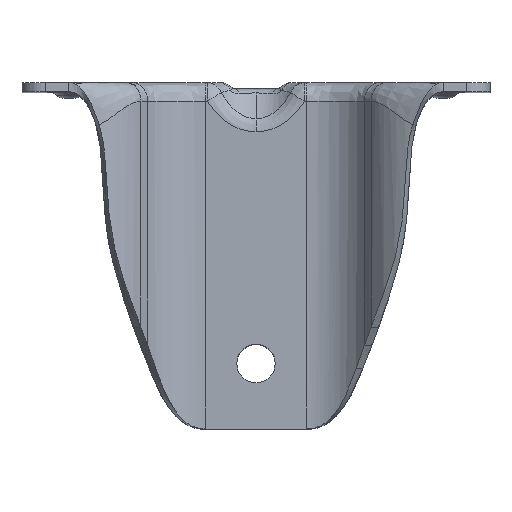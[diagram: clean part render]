
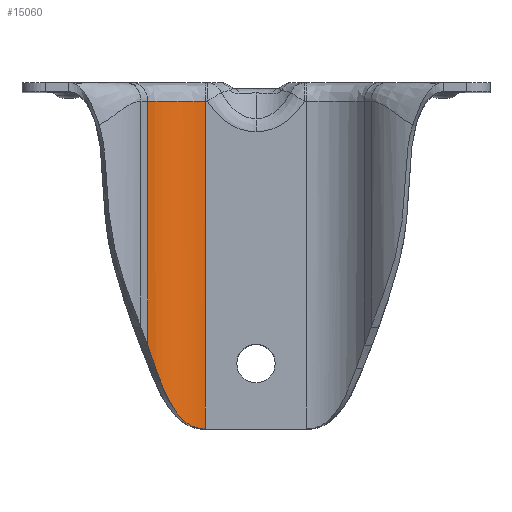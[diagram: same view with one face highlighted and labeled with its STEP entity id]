
A CAD part, top view. The second image highlights one B-rep face of the part: STEP entity #15060.
In plain terms, the highlighted cylindrical face has radius 15 mm (diameter 30 mm), a partial arc.
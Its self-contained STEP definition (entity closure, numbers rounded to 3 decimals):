
#653 = DIRECTION ( 'NONE',  ( 1., 0., 0. ) ) ;
#744 = CYLINDRICAL_SURFACE ( 'NONE', #12887, 15. ) ;
#911 = ORIENTED_EDGE ( 'NONE', *, *, #18891, .F. ) ;
#1970 = DIRECTION ( 'NONE',  ( 0., 1., 0. ) ) ;
#1997 = CARTESIAN_POINT ( 'NONE',  ( -19.305, -66.536, 25.594 ) ) ;
#2396 = FACE_OUTER_BOUND ( 'NONE', #15027, .T. ) ;
#2521 = CARTESIAN_POINT ( 'NONE',  ( -10.843, -4., 23. ) ) ;
#2531 = VERTEX_POINT ( 'NONE', #11110 ) ;
#2729 = CARTESIAN_POINT ( 'NONE',  ( -23.131, -4., 29.396 ) ) ;
#3457 = CARTESIAN_POINT ( 'NONE',  ( -12.179, -73.87, 23.058 ) ) ;
#3561 = VERTEX_POINT ( 'NONE', #4272 ) ;
#4261 = VECTOR ( 'NONE', #1970, 1000. ) ;
#4272 = CARTESIAN_POINT ( 'NONE',  ( -23.131, -56.084, 29.396 ) ) ;
#4518 = CARTESIAN_POINT ( 'NONE',  ( -22.542, -57.701, 28.601 ) ) ;
#4618 = CARTESIAN_POINT ( 'NONE',  ( -21.964, -59.374, 27.923 ) ) ;
#4653 = CARTESIAN_POINT ( 'NONE',  ( -18.681, -67.856, 25.181 ) ) ;
#4744 = CARTESIAN_POINT ( 'NONE',  ( -20.43, -63.84, 26.441 ) ) ;
#4800 = DIRECTION ( 'NONE',  ( 0.017, 0., -1. ) ) ;
#4849 = CARTESIAN_POINT ( 'NONE',  ( -12.736, -73.729, 23.119 ) ) ;
#4926 = CARTESIAN_POINT ( 'NONE',  ( -21.678, -60.225, 27.619 ) ) ;
#5002 = VERTEX_POINT ( 'NONE', #2521 ) ;
#5596 = EDGE_CURVE ( 'NONE', #15685, #5002, #11857, .T. ) ;
#6247 = AXIS2_PLACEMENT_3D ( 'NONE', #13541, #18007, #4800 ) ;
#6939 = CARTESIAN_POINT ( 'NONE',  ( -10.844, 0., 38. ) ) ;
#7374 = ORIENTED_EDGE ( 'NONE', *, *, #10230, .F. ) ;
#7590 = CARTESIAN_POINT ( 'NONE',  ( -23.131, -56.084, 29.396 ) ) ;
#7719 = CARTESIAN_POINT ( 'NONE',  ( -12.92, -73.671, 23.143 ) ) ;
#7815 = EDGE_CURVE ( 'NONE', #15381, #3561, #13941, .T. ) ;
#7885 = EDGE_CURVE ( 'NONE', #3561, #15685, #16785, .T. ) ;
#7922 = CARTESIAN_POINT ( 'NONE',  ( -14.771, -72.722, 23.52 ) ) ;
#8018 = CARTESIAN_POINT ( 'NONE',  ( -11.615, -73.968, 23.015 ) ) ;
#8114 = CARTESIAN_POINT ( 'NONE',  ( -21.403, -61.09, 27.346 ) ) ;
#8376 = VECTOR ( 'NONE', #11239, 1000. ) ;
#9165 = CARTESIAN_POINT ( 'NONE',  ( -10.843, -74., 23. ) ) ;
#9323 = CARTESIAN_POINT ( 'NONE',  ( -23.131, 0., 29.396 ) ) ;
#9447 = CARTESIAN_POINT ( 'NONE',  ( -16.172, -71.497, 23.969 ) ) ;
#9543 = CARTESIAN_POINT ( 'NONE',  ( -16.879, -70.636, 24.266 ) ) ;
#10230 = EDGE_CURVE ( 'NONE', #5002, #2531, #12694, .T. ) ;
#10601 = CARTESIAN_POINT ( 'NONE',  ( -21.403, -61.09, 27.346 ) ) ;
#11110 = CARTESIAN_POINT ( 'NONE',  ( -10.843, -74., 23. ) ) ;
#11239 = DIRECTION ( 'NONE',  ( 0., -1., 0. ) ) ;
#11857 = CIRCLE ( 'NONE', #6247, 15. ) ;
#11988 = CARTESIAN_POINT ( 'NONE',  ( -21.403, -61.09, 27.346 ) ) ;
#12115 = CARTESIAN_POINT ( 'NONE',  ( -11.232, -74., 23. ) ) ;
#12198 = CARTESIAN_POINT ( 'NONE',  ( -17.527, -69.731, 24.569 ) ) ;
#12297 = CARTESIAN_POINT ( 'NONE',  ( -13.46, -73.474, 23.225 ) ) ;
#12694 = LINE ( 'NONE', #17389, #8376 ) ;
#12887 = AXIS2_PLACEMENT_3D ( 'NONE', #6939, #17302, #653 ) ;
#12967 = ORIENTED_EDGE ( 'NONE', *, *, #5596, .F. ) ;
#13445 = B_SPLINE_CURVE_WITH_KNOTS ( 'NONE', 3,
 ( #9165, #12115, #8018, #3457, #15437, #4849, #7719, #12297, #16914, #18054, #7922, #15527, #9447, #9543, #14075, #12198, #13774, #4653, #1997, #4744, #18241, #8114 ),
 .UNSPECIFIED., .F., .F.,
 ( 4, 2, 2, 2, 2, 2, 2, 2, 2, 2, 4 ),
 ( 0., 0.001, 0.002, 0.002, 0.003, 0.005, 0.007, 0.008, 0.009, 0.014, 0.018 ),
 .UNSPECIFIED. ) ;
#13541 = CARTESIAN_POINT ( 'NONE',  ( -10.844, -4., 38. ) ) ;
#13774 = CARTESIAN_POINT ( 'NONE',  ( -17.727, -69.423, 24.671 ) ) ;
#13941 = B_SPLINE_CURVE_WITH_KNOTS ( 'NONE', 3,
 ( #11988, #4926, #4618, #4518, #18213, #7590 ),
 .UNSPECIFIED., .F., .F.,
 ( 4, 2, 4 ),
 ( 0., 0.003, 0.006 ),
 .UNSPECIFIED. ) ;
#14075 = CARTESIAN_POINT ( 'NONE',  ( -17.104, -70.338, 24.367 ) ) ;
#15027 = EDGE_LOOP ( 'NONE', ( #12967, #18908, #15624, #911, #7374 ) ) ;
#15060 = ADVANCED_FACE ( 'NONE', ( #2396 ), #744, .F. ) ;
#15381 = VERTEX_POINT ( 'NONE', #10601 ) ;
#15437 = CARTESIAN_POINT ( 'NONE',  ( -12.366, -73.828, 23.076 ) ) ;
#15527 = CARTESIAN_POINT ( 'NONE',  ( -15.655, -72.028, 23.779 ) ) ;
#15624 = ORIENTED_EDGE ( 'NONE', *, *, #7815, .F. ) ;
#15685 = VERTEX_POINT ( 'NONE', #2729 ) ;
#16785 = LINE ( 'NONE', #9323, #4261 ) ;
#16914 = CARTESIAN_POINT ( 'NONE',  ( -13.802, -73.313, 23.291 ) ) ;
#17302 = DIRECTION ( 'NONE',  ( 0., 1., 0. ) ) ;
#17389 = CARTESIAN_POINT ( 'NONE',  ( -10.843, 0., 23. ) ) ;
#18007 = DIRECTION ( 'NONE',  ( 0., -1., 0. ) ) ;
#18054 = CARTESIAN_POINT ( 'NONE',  ( -14.457, -72.937, 23.438 ) ) ;
#18213 = CARTESIAN_POINT ( 'NONE',  ( -22.836, -56.88, 28.975 ) ) ;
#18241 = CARTESIAN_POINT ( 'NONE',  ( -20.928, -62.462, 26.876 ) ) ;
#18891 = EDGE_CURVE ( 'NONE', #2531, #15381, #13445, .T. ) ;
#18908 = ORIENTED_EDGE ( 'NONE', *, *, #7885, .F. ) ;
